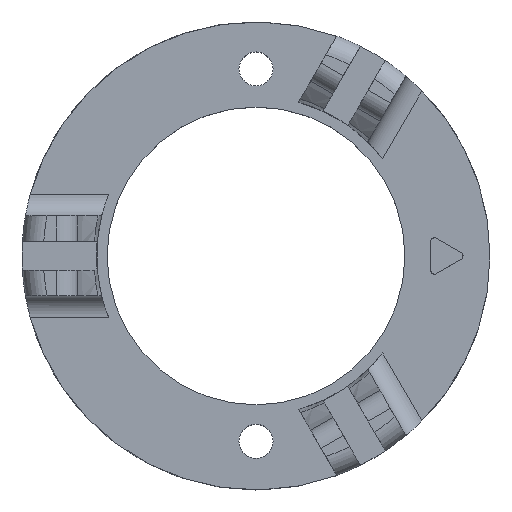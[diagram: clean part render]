
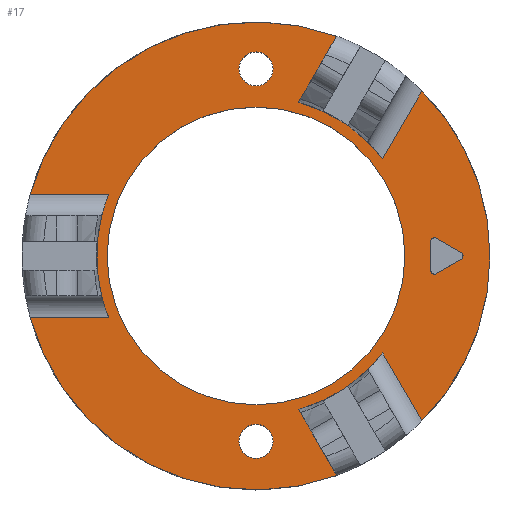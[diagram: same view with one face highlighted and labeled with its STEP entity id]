
A CAD part, top view. The second image highlights one B-rep face of the part: STEP entity #17.
In plain terms, the highlighted planar face has unit normal (0, 0, 1).
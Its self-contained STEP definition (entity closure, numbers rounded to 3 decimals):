
#17 = ADVANCED_FACE('',(#18,#71,#220,#231,#242),#253,.T.);
#18 = FACE_BOUND('',#19,.T.);
#19 = EDGE_LOOP('',(#20,#30,#39,#47,#56,#64));
#20 = ORIENTED_EDGE('',*,*,#21,.T.);
#21 = EDGE_CURVE('',#22,#24,#26,.T.);
#22 = VERTEX_POINT('',#23);
#23 = CARTESIAN_POINT('',(17.,1.654,4.8));
#24 = VERTEX_POINT('',#25);
#25 = CARTESIAN_POINT('',(19.264,0.346,4.8));
#26 = LINE('',#27,#28);
#27 = CARTESIAN_POINT('',(16.4,2.,4.8));
#28 = VECTOR('',#29,1.);
#29 = DIRECTION('',(0.866,-0.5,0.));
#30 = ORIENTED_EDGE('',*,*,#31,.T.);
#31 = EDGE_CURVE('',#24,#32,#34,.T.);
#32 = VERTEX_POINT('',#33);
#33 = CARTESIAN_POINT('',(19.264,-0.346,4.8));
#34 = CIRCLE('',#35,0.4);
#35 = AXIS2_PLACEMENT_3D('',#36,#37,#38);
#36 = CARTESIAN_POINT('',(19.064,0.,4.8));
#37 = DIRECTION('',(-0.,-0.,-1.));
#38 = DIRECTION('',(0.,-1.,0.));
#39 = ORIENTED_EDGE('',*,*,#40,.T.);
#40 = EDGE_CURVE('',#32,#41,#43,.T.);
#41 = VERTEX_POINT('',#42);
#42 = CARTESIAN_POINT('',(17.,-1.654,4.8));
#43 = LINE('',#44,#45);
#44 = CARTESIAN_POINT('',(19.864,0.,4.8));
#45 = VECTOR('',#46,1.);
#46 = DIRECTION('',(-0.866,-0.5,0.));
#47 = ORIENTED_EDGE('',*,*,#48,.F.);
#48 = EDGE_CURVE('',#49,#41,#51,.T.);
#49 = VERTEX_POINT('',#50);
#50 = CARTESIAN_POINT('',(16.4,-1.307,4.8));
#51 = CIRCLE('',#52,0.4);
#52 = AXIS2_PLACEMENT_3D('',#53,#54,#55);
#53 = CARTESIAN_POINT('',(16.8,-1.307,4.8));
#54 = DIRECTION('',(-0.,0.,1.));
#55 = DIRECTION('',(0.,-1.,0.));
#56 = ORIENTED_EDGE('',*,*,#57,.T.);
#57 = EDGE_CURVE('',#49,#58,#60,.T.);
#58 = VERTEX_POINT('',#59);
#59 = CARTESIAN_POINT('',(16.4,1.307,4.8));
#60 = LINE('',#61,#62);
#61 = CARTESIAN_POINT('',(16.4,-2.,4.8));
#62 = VECTOR('',#63,1.);
#63 = DIRECTION('',(0.,1.,0.));
#64 = ORIENTED_EDGE('',*,*,#65,.F.);
#65 = EDGE_CURVE('',#22,#58,#66,.T.);
#66 = CIRCLE('',#67,0.4);
#67 = AXIS2_PLACEMENT_3D('',#68,#69,#70);
#68 = CARTESIAN_POINT('',(16.8,1.307,4.8));
#69 = DIRECTION('',(-0.,0.,1.));
#70 = DIRECTION('',(0.,-1.,0.));
#71 = FACE_BOUND('',#72,.T.);
#72 = EDGE_LOOP('',(#73,#84,#92,#101,#110,#119,#127,#136,#144,#153,#162,
    #170,#179,#188,#196,#205,#214));
#73 = ORIENTED_EDGE('',*,*,#74,.T.);
#74 = EDGE_CURVE('',#75,#77,#79,.T.);
#75 = VERTEX_POINT('',#76);
#76 = CARTESIAN_POINT('',(7.591,20.649,4.8));
#77 = VERTEX_POINT('',#78);
#78 = CARTESIAN_POINT('',(-21.235,5.75,4.8));
#79 = CIRCLE('',#80,22.);
#80 = AXIS2_PLACEMENT_3D('',#81,#82,#83);
#81 = CARTESIAN_POINT('',(0.,0.,4.8));
#82 = DIRECTION('',(0.,0.,1.));
#83 = DIRECTION('',(1.,0.,0.));
#84 = ORIENTED_EDGE('',*,*,#85,.T.);
#85 = EDGE_CURVE('',#77,#86,#88,.T.);
#86 = VERTEX_POINT('',#87);
#87 = CARTESIAN_POINT('',(-13.854,5.75,4.8));
#88 = LINE('',#89,#90);
#89 = CARTESIAN_POINT('',(-21.678,5.75,4.8));
#90 = VECTOR('',#91,1.);
#91 = DIRECTION('',(1.,0.,0.));
#92 = ORIENTED_EDGE('',*,*,#93,.F.);
#93 = EDGE_CURVE('',#94,#86,#96,.T.);
#94 = VERTEX_POINT('',#95);
#95 = CARTESIAN_POINT('',(-14.524,3.75,4.8));
#96 = CIRCLE('',#97,15.);
#97 = AXIS2_PLACEMENT_3D('',#98,#99,#100);
#98 = CARTESIAN_POINT('',(0.,0.,4.8));
#99 = DIRECTION('',(0.,0.,-1.));
#100 = DIRECTION('',(0.,1.,0.));
#101 = ORIENTED_EDGE('',*,*,#102,.T.);
#102 = EDGE_CURVE('',#94,#103,#105,.T.);
#103 = VERTEX_POINT('',#104);
#104 = CARTESIAN_POINT('',(-14.524,-3.75,4.8));
#105 = CIRCLE('',#106,15.);
#106 = AXIS2_PLACEMENT_3D('',#107,#108,#109);
#107 = CARTESIAN_POINT('',(0.,0.,4.8));
#108 = DIRECTION('',(0.,0.,1.));
#109 = DIRECTION('',(1.,0.,0.));
#110 = ORIENTED_EDGE('',*,*,#111,.T.);
#111 = EDGE_CURVE('',#103,#112,#114,.T.);
#112 = VERTEX_POINT('',#113);
#113 = CARTESIAN_POINT('',(-13.854,-5.75,4.8));
#114 = CIRCLE('',#115,15.);
#115 = AXIS2_PLACEMENT_3D('',#116,#117,#118);
#116 = CARTESIAN_POINT('',(0.,0.,4.8));
#117 = DIRECTION('',(0.,-0.,1.));
#118 = DIRECTION('',(0.,1.,0.));
#119 = ORIENTED_EDGE('',*,*,#120,.F.);
#120 = EDGE_CURVE('',#121,#112,#123,.T.);
#121 = VERTEX_POINT('',#122);
#122 = CARTESIAN_POINT('',(-21.235,-5.75,4.8));
#123 = LINE('',#124,#125);
#124 = CARTESIAN_POINT('',(-21.678,-5.75,4.8));
#125 = VECTOR('',#126,1.);
#126 = DIRECTION('',(1.,0.,0.));
#127 = ORIENTED_EDGE('',*,*,#128,.T.);
#128 = EDGE_CURVE('',#121,#129,#131,.T.);
#129 = VERTEX_POINT('',#130);
#130 = CARTESIAN_POINT('',(7.591,-20.649,4.8));
#131 = CIRCLE('',#132,22.);
#132 = AXIS2_PLACEMENT_3D('',#133,#134,#135);
#133 = CARTESIAN_POINT('',(0.,0.,4.8));
#134 = DIRECTION('',(0.,0.,1.));
#135 = DIRECTION('',(1.,0.,0.));
#136 = ORIENTED_EDGE('',*,*,#137,.T.);
#137 = EDGE_CURVE('',#129,#138,#140,.T.);
#138 = VERTEX_POINT('',#139);
#139 = CARTESIAN_POINT('',(4.014,-14.453,4.8));
#140 = LINE('',#141,#142);
#141 = CARTESIAN_POINT('',(7.591,-20.649,4.8));
#142 = VECTOR('',#143,1.);
#143 = DIRECTION('',(-0.5,0.866,0.));
#144 = ORIENTED_EDGE('',*,*,#145,.T.);
#145 = EDGE_CURVE('',#138,#146,#148,.T.);
#146 = VERTEX_POINT('',#147);
#147 = CARTESIAN_POINT('',(10.509,-10.703,4.8));
#148 = CIRCLE('',#149,15.);
#149 = AXIS2_PLACEMENT_3D('',#150,#151,#152);
#150 = CARTESIAN_POINT('',(0.,0.,4.8));
#151 = DIRECTION('',(0.,0.,1.));
#152 = DIRECTION('',(-0.5,0.866,0.));
#153 = ORIENTED_EDGE('',*,*,#154,.T.);
#154 = EDGE_CURVE('',#146,#155,#157,.T.);
#155 = VERTEX_POINT('',#156);
#156 = CARTESIAN_POINT('',(11.907,-9.123,4.8));
#157 = CIRCLE('',#158,15.);
#158 = AXIS2_PLACEMENT_3D('',#159,#160,#161);
#159 = CARTESIAN_POINT('',(0.,0.,4.8));
#160 = DIRECTION('',(0.,-0.,1.));
#161 = DIRECTION('',(0.,1.,0.));
#162 = ORIENTED_EDGE('',*,*,#163,.F.);
#163 = EDGE_CURVE('',#164,#155,#166,.T.);
#164 = VERTEX_POINT('',#165);
#165 = CARTESIAN_POINT('',(15.597,-15.515,4.8));
#166 = LINE('',#167,#168);
#167 = CARTESIAN_POINT('',(15.819,-15.899,4.8));
#168 = VECTOR('',#169,1.);
#169 = DIRECTION('',(-0.5,0.866,0.));
#170 = ORIENTED_EDGE('',*,*,#171,.T.);
#171 = EDGE_CURVE('',#164,#172,#174,.T.);
#172 = VERTEX_POINT('',#173);
#173 = CARTESIAN_POINT('',(22.,0.,4.8));
#174 = CIRCLE('',#175,22.);
#175 = AXIS2_PLACEMENT_3D('',#176,#177,#178);
#176 = CARTESIAN_POINT('',(0.,0.,4.8));
#177 = DIRECTION('',(0.,0.,1.));
#178 = DIRECTION('',(1.,0.,0.));
#179 = ORIENTED_EDGE('',*,*,#180,.T.);
#180 = EDGE_CURVE('',#172,#181,#183,.T.);
#181 = VERTEX_POINT('',#182);
#182 = CARTESIAN_POINT('',(15.597,15.515,4.8));
#183 = CIRCLE('',#184,22.);
#184 = AXIS2_PLACEMENT_3D('',#185,#186,#187);
#185 = CARTESIAN_POINT('',(0.,0.,4.8));
#186 = DIRECTION('',(0.,0.,1.));
#187 = DIRECTION('',(1.,0.,0.));
#188 = ORIENTED_EDGE('',*,*,#189,.T.);
#189 = EDGE_CURVE('',#181,#190,#192,.T.);
#190 = VERTEX_POINT('',#191);
#191 = CARTESIAN_POINT('',(11.907,9.123,4.8));
#192 = LINE('',#193,#194);
#193 = CARTESIAN_POINT('',(15.819,15.899,4.8));
#194 = VECTOR('',#195,1.);
#195 = DIRECTION('',(-0.5,-0.866,0.));
#196 = ORIENTED_EDGE('',*,*,#197,.F.);
#197 = EDGE_CURVE('',#198,#190,#200,.T.);
#198 = VERTEX_POINT('',#199);
#199 = CARTESIAN_POINT('',(10.509,10.703,4.8));
#200 = CIRCLE('',#201,15.);
#201 = AXIS2_PLACEMENT_3D('',#202,#203,#204);
#202 = CARTESIAN_POINT('',(0.,0.,4.8));
#203 = DIRECTION('',(0.,0.,-1.));
#204 = DIRECTION('',(0.,1.,0.));
#205 = ORIENTED_EDGE('',*,*,#206,.T.);
#206 = EDGE_CURVE('',#198,#207,#209,.T.);
#207 = VERTEX_POINT('',#208);
#208 = CARTESIAN_POINT('',(4.014,14.453,4.8));
#209 = CIRCLE('',#210,15.);
#210 = AXIS2_PLACEMENT_3D('',#211,#212,#213);
#211 = CARTESIAN_POINT('',(0.,0.,4.8));
#212 = DIRECTION('',(0.,0.,1.));
#213 = DIRECTION('',(-0.5,-0.866,0.));
#214 = ORIENTED_EDGE('',*,*,#215,.F.);
#215 = EDGE_CURVE('',#75,#207,#216,.T.);
#216 = LINE('',#217,#218);
#217 = CARTESIAN_POINT('',(7.591,20.649,4.8));
#218 = VECTOR('',#219,1.);
#219 = DIRECTION('',(-0.5,-0.866,0.));
#220 = FACE_BOUND('',#221,.T.);
#221 = EDGE_LOOP('',(#222));
#222 = ORIENTED_EDGE('',*,*,#223,.F.);
#223 = EDGE_CURVE('',#224,#224,#226,.T.);
#224 = VERTEX_POINT('',#225);
#225 = CARTESIAN_POINT('',(1.6,-17.429,4.8));
#226 = CIRCLE('',#227,1.6);
#227 = AXIS2_PLACEMENT_3D('',#228,#229,#230);
#228 = CARTESIAN_POINT('',(0.,-17.429,4.8));
#229 = DIRECTION('',(0.,0.,1.));
#230 = DIRECTION('',(1.,0.,0.));
#231 = FACE_BOUND('',#232,.T.);
#232 = EDGE_LOOP('',(#233));
#233 = ORIENTED_EDGE('',*,*,#234,.F.);
#234 = EDGE_CURVE('',#235,#235,#237,.T.);
#235 = VERTEX_POINT('',#236);
#236 = CARTESIAN_POINT('',(14.,0.,4.8));
#237 = CIRCLE('',#238,14.);
#238 = AXIS2_PLACEMENT_3D('',#239,#240,#241);
#239 = CARTESIAN_POINT('',(0.,0.,4.8));
#240 = DIRECTION('',(0.,0.,1.));
#241 = DIRECTION('',(1.,0.,0.));
#242 = FACE_BOUND('',#243,.T.);
#243 = EDGE_LOOP('',(#244));
#244 = ORIENTED_EDGE('',*,*,#245,.F.);
#245 = EDGE_CURVE('',#246,#246,#248,.T.);
#246 = VERTEX_POINT('',#247);
#247 = CARTESIAN_POINT('',(1.6,17.578,4.8));
#248 = CIRCLE('',#249,1.6);
#249 = AXIS2_PLACEMENT_3D('',#250,#251,#252);
#250 = CARTESIAN_POINT('',(0.,17.578,4.8));
#251 = DIRECTION('',(0.,0.,1.));
#252 = DIRECTION('',(1.,0.,0.));
#253 = PLANE('',#254);
#254 = AXIS2_PLACEMENT_3D('',#255,#256,#257);
#255 = CARTESIAN_POINT('',(0.,0.006,4.8));
#256 = DIRECTION('',(0.,0.,1.));
#257 = DIRECTION('',(0.,1.,0.));
